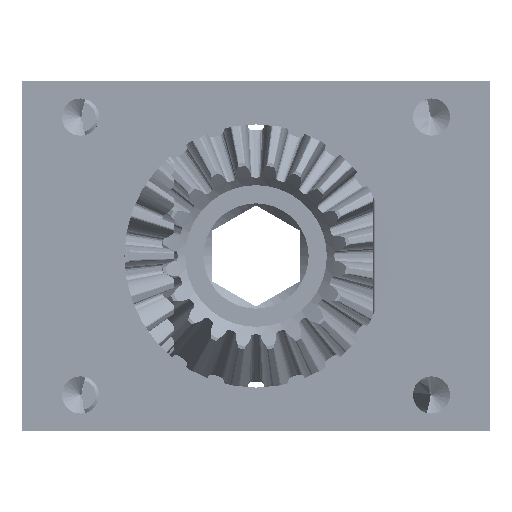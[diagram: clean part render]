
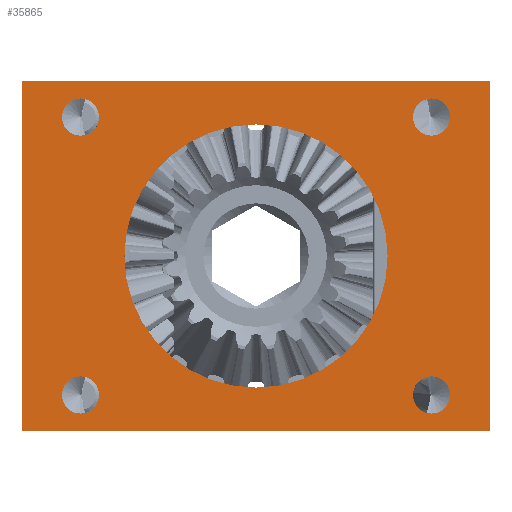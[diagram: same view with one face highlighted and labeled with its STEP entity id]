
A CAD part, front view. The second image highlights one B-rep face of the part: STEP entity #35865.
In plain terms, the highlighted planar face has unit normal (0, -1, 0).
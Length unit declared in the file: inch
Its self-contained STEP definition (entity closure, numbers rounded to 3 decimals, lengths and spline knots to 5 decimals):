
#338 = AXIS2_PLACEMENT_3D ( 'NONE', #37997, #62033, #65116 ) ;
#429 = CARTESIAN_POINT ( 'NONE',  ( -0.75, -1., 0.51425 ) ) ;
#614 = ORIENTED_EDGE ( 'NONE', *, *, #46505, .F. ) ;
#1489 = CARTESIAN_POINT ( 'NONE',  ( 0., -1., 0. ) ) ;
#2892 = VERTEX_POINT ( 'NONE', #48017 ) ;
#3414 = LINE ( 'NONE', #69297, #70692 ) ;
#4130 = DIRECTION ( 'NONE',  ( 0., -1., 0. ) ) ;
#4214 = DIRECTION ( 'NONE',  ( 0., -1., 0. ) ) ;
#4304 = VERTEX_POINT ( 'NONE', #44739 ) ;
#4585 = DIRECTION ( 'NONE',  ( 0., -1., 0. ) ) ;
#4833 = ORIENTED_EDGE ( 'NONE', *, *, #44041, .F. ) ;
#4982 = CARTESIAN_POINT ( 'NONE',  ( -0.75, -1., -0.59375 ) ) ;
#5796 = EDGE_LOOP ( 'NONE', ( #22913, #4833 ) ) ;
#5841 = EDGE_CURVE ( 'NONE', #20854, #74071, #47917, .T. ) ;
#8615 = ORIENTED_EDGE ( 'NONE', *, *, #67809, .F. ) ;
#9983 = DIRECTION ( 'NONE',  ( 0., -1., 0. ) ) ;
#10136 = ORIENTED_EDGE ( 'NONE', *, *, #77295, .F. ) ;
#10310 = ORIENTED_EDGE ( 'NONE', *, *, #71029, .T. ) ;
#11077 = VERTEX_POINT ( 'NONE', #24658 ) ;
#12187 = EDGE_LOOP ( 'NONE', ( #64599, #24746 ) ) ;
#12880 = CIRCLE ( 'NONE', #22931, 0.0795 ) ;
#12969 = EDGE_CURVE ( 'NONE', #11077, #44058, #3414, .T. ) ;
#13487 = AXIS2_PLACEMENT_3D ( 'NONE', #4982, #4214, #51929 ) ;
#13742 = EDGE_LOOP ( 'NONE', ( #51614, #10310, #68871, #614 ) ) ;
#14551 = CARTESIAN_POINT ( 'NONE',  ( -1., -1., 0.75 ) ) ;
#16496 = DIRECTION ( 'NONE',  ( 0., -1., 0. ) ) ;
#16966 = EDGE_CURVE ( 'NONE', #56537, #52229, #76784, .T. ) ;
#17300 = AXIS2_PLACEMENT_3D ( 'NONE', #60268, #26337, #55556 ) ;
#17821 = AXIS2_PLACEMENT_3D ( 'NONE', #33363, #52638, #22293 ) ;
#18108 = FACE_BOUND ( 'NONE', #5796, .T. ) ;
#19244 = EDGE_CURVE ( 'NONE', #72877, #2892, #38948, .T. ) ;
#20854 = VERTEX_POINT ( 'NONE', #73978 ) ;
#20929 = VERTEX_POINT ( 'NONE', #68464 ) ;
#21050 = ORIENTED_EDGE ( 'NONE', *, *, #64265, .F. ) ;
#21489 = AXIS2_PLACEMENT_3D ( 'NONE', #22747, #4585, #24209 ) ;
#22159 = DIRECTION ( 'NONE',  ( 0., 0., -1. ) ) ;
#22293 = DIRECTION ( 'NONE',  ( 0., 0., -1. ) ) ;
#22747 = CARTESIAN_POINT ( 'NONE',  ( 0.75, -1., -0.59375 ) ) ;
#22913 = ORIENTED_EDGE ( 'NONE', *, *, #43479, .F. ) ;
#22931 = AXIS2_PLACEMENT_3D ( 'NONE', #27940, #16496, #63033 ) ;
#24209 = DIRECTION ( 'NONE',  ( 0., 0., -1. ) ) ;
#24658 = CARTESIAN_POINT ( 'NONE',  ( 1., -1., 0.75 ) ) ;
#24746 = ORIENTED_EDGE ( 'NONE', *, *, #19244, .F. ) ;
#25881 = CARTESIAN_POINT ( 'NONE',  ( 0.75, -1., -0.67325 ) ) ;
#26337 = DIRECTION ( 'NONE',  ( 0., 1., 0. ) ) ;
#26637 = CARTESIAN_POINT ( 'NONE',  ( -0.75, -1., 0.59375 ) ) ;
#27619 = CIRCLE ( 'NONE', #46534, 0.5625 ) ;
#27940 = CARTESIAN_POINT ( 'NONE',  ( 0.75, -1., -0.59375 ) ) ;
#28170 = DIRECTION ( 'NONE',  ( 0., 0., -1. ) ) ;
#29543 = FACE_BOUND ( 'NONE', #75686, .T. ) ;
#30355 = CARTESIAN_POINT ( 'NONE',  ( -0.75, -1., 0.67325 ) ) ;
#30700 = FACE_BOUND ( 'NONE', #63896, .T. ) ;
#30792 = CARTESIAN_POINT ( 'NONE',  ( 0.75, -1., 0.67325 ) ) ;
#31437 = EDGE_LOOP ( 'NONE', ( #69492, #8615 ) ) ;
#31654 = CIRCLE ( 'NONE', #17821, 0.5625 ) ;
#31844 = DIRECTION ( 'NONE',  ( 0., -1., 0. ) ) ;
#32022 = EDGE_CURVE ( 'NONE', #55960, #72841, #31654, .T. ) ;
#32936 = DIRECTION ( 'NONE',  ( 0., 0., -1. ) ) ;
#33363 = CARTESIAN_POINT ( 'NONE',  ( 0., -1., 0. ) ) ;
#35865 = ADVANCED_FACE ( 'NONE', ( #30700, #18108, #61429, #29543, #53982, #53611 ), #36225, .F. ) ;
#36225 = PLANE ( 'NONE',  #17300 ) ;
#36479 = CARTESIAN_POINT ( 'NONE',  ( -0.75, -1., -0.51425 ) ) ;
#37997 = CARTESIAN_POINT ( 'NONE',  ( 0.75, -1., 0.59375 ) ) ;
#38936 = CARTESIAN_POINT ( 'NONE',  ( 0.75, -1., 0.59375 ) ) ;
#38948 = CIRCLE ( 'NONE', #75504, 0.0795 ) ;
#39707 = DIRECTION ( 'NONE',  ( 0., -1., 0. ) ) ;
#41371 = VECTOR ( 'NONE', #63419, 39.37008 ) ;
#41511 = VERTEX_POINT ( 'NONE', #14551 ) ;
#41723 = VECTOR ( 'NONE', #22159, 39.37008 ) ;
#41828 = AXIS2_PLACEMENT_3D ( 'NONE', #38936, #39707, #50766 ) ;
#41936 = CARTESIAN_POINT ( 'NONE',  ( 0., -1., -0.5625 ) ) ;
#43479 = EDGE_CURVE ( 'NONE', #20929, #59295, #74612, .T. ) ;
#43673 = DIRECTION ( 'NONE',  ( 0., 0., -1. ) ) ;
#44041 = EDGE_CURVE ( 'NONE', #59295, #20929, #70889, .T. ) ;
#44058 = VERTEX_POINT ( 'NONE', #63942 ) ;
#44370 = CARTESIAN_POINT ( 'NONE',  ( -0.75, -1., 0.59375 ) ) ;
#44739 = CARTESIAN_POINT ( 'NONE',  ( -1., -1., -0.75 ) ) ;
#45210 = DIRECTION ( 'NONE',  ( 0., 0., -1. ) ) ;
#46505 = EDGE_CURVE ( 'NONE', #41511, #11077, #75787, .T. ) ;
#46534 = AXIS2_PLACEMENT_3D ( 'NONE', #1489, #31844, #73657 ) ;
#47521 = CARTESIAN_POINT ( 'NONE',  ( 0., -1., 0.5625 ) ) ;
#47917 = CIRCLE ( 'NONE', #21489, 0.0795 ) ;
#48017 = CARTESIAN_POINT ( 'NONE',  ( -0.75, -1., -0.67325 ) ) ;
#50278 = AXIS2_PLACEMENT_3D ( 'NONE', #44370, #9983, #32936 ) ;
#50766 = DIRECTION ( 'NONE',  ( 0., 0., -1. ) ) ;
#51281 = CARTESIAN_POINT ( 'NONE',  ( -1., -1., 0.75 ) ) ;
#51614 = ORIENTED_EDGE ( 'NONE', *, *, #74205, .T. ) ;
#51929 = DIRECTION ( 'NONE',  ( 0., 0., -1. ) ) ;
#52229 = VERTEX_POINT ( 'NONE', #30355 ) ;
#52340 = ORIENTED_EDGE ( 'NONE', *, *, #5841, .F. ) ;
#52638 = DIRECTION ( 'NONE',  ( 0., -1., 0. ) ) ;
#53306 = CARTESIAN_POINT ( 'NONE',  ( -1., -1., 0.75 ) ) ;
#53611 = FACE_OUTER_BOUND ( 'NONE', #13742, .T. ) ;
#53982 = FACE_BOUND ( 'NONE', #31437, .T. ) ;
#55556 = DIRECTION ( 'NONE',  ( 0., 0., 1. ) ) ;
#55960 = VERTEX_POINT ( 'NONE', #41936 ) ;
#56537 = VERTEX_POINT ( 'NONE', #429 ) ;
#58758 = CIRCLE ( 'NONE', #68848, 0.0795 ) ;
#59295 = VERTEX_POINT ( 'NONE', #30792 ) ;
#59749 = VECTOR ( 'NONE', #68306, 39.37008 ) ;
#60268 = CARTESIAN_POINT ( 'NONE',  ( -1., -1., 0.75 ) ) ;
#61429 = FACE_BOUND ( 'NONE', #12187, .T. ) ;
#62033 = DIRECTION ( 'NONE',  ( 0., -1., 0. ) ) ;
#63033 = DIRECTION ( 'NONE',  ( 0., 0., -1. ) ) ;
#63419 = DIRECTION ( 'NONE',  ( 1., 0., 0. ) ) ;
#63873 = CIRCLE ( 'NONE', #13487, 0.0795 ) ;
#63896 = EDGE_LOOP ( 'NONE', ( #10136, #52340 ) ) ;
#63942 = CARTESIAN_POINT ( 'NONE',  ( 1., -1., -0.75 ) ) ;
#64265 = EDGE_CURVE ( 'NONE', #52229, #56537, #58758, .T. ) ;
#64599 = ORIENTED_EDGE ( 'NONE', *, *, #68981, .F. ) ;
#65098 = LINE ( 'NONE', #53306, #41723 ) ;
#65116 = DIRECTION ( 'NONE',  ( 0., 0., -1. ) ) ;
#67744 = DIRECTION ( 'NONE',  ( 0., -1., 0. ) ) ;
#67809 = EDGE_CURVE ( 'NONE', #72841, #55960, #27619, .T. ) ;
#68306 = DIRECTION ( 'NONE',  ( 1., 0., 0. ) ) ;
#68464 = CARTESIAN_POINT ( 'NONE',  ( 0.75, -1., 0.51425 ) ) ;
#68848 = AXIS2_PLACEMENT_3D ( 'NONE', #26637, #4130, #28170 ) ;
#68871 = ORIENTED_EDGE ( 'NONE', *, *, #12969, .F. ) ;
#68981 = EDGE_CURVE ( 'NONE', #2892, #72877, #63873, .T. ) ;
#69297 = CARTESIAN_POINT ( 'NONE',  ( 1., -1., 0.75 ) ) ;
#69371 = LINE ( 'NONE', #74900, #41371 ) ;
#69492 = ORIENTED_EDGE ( 'NONE', *, *, #32022, .F. ) ;
#69551 = ORIENTED_EDGE ( 'NONE', *, *, #16966, .F. ) ;
#70692 = VECTOR ( 'NONE', #45210, 39.37008 ) ;
#70889 = CIRCLE ( 'NONE', #338, 0.0795 ) ;
#71029 = EDGE_CURVE ( 'NONE', #4304, #44058, #69371, .T. ) ;
#72841 = VERTEX_POINT ( 'NONE', #47521 ) ;
#72877 = VERTEX_POINT ( 'NONE', #36479 ) ;
#73657 = DIRECTION ( 'NONE',  ( 0., 0., -1. ) ) ;
#73978 = CARTESIAN_POINT ( 'NONE',  ( 0.75, -1., -0.51425 ) ) ;
#74056 = CARTESIAN_POINT ( 'NONE',  ( -0.75, -1., -0.59375 ) ) ;
#74071 = VERTEX_POINT ( 'NONE', #25881 ) ;
#74205 = EDGE_CURVE ( 'NONE', #41511, #4304, #65098, .T. ) ;
#74612 = CIRCLE ( 'NONE', #41828, 0.0795 ) ;
#74900 = CARTESIAN_POINT ( 'NONE',  ( -1., -1., -0.75 ) ) ;
#75504 = AXIS2_PLACEMENT_3D ( 'NONE', #74056, #67744, #43673 ) ;
#75686 = EDGE_LOOP ( 'NONE', ( #69551, #21050 ) ) ;
#75787 = LINE ( 'NONE', #51281, #59749 ) ;
#76784 = CIRCLE ( 'NONE', #50278, 0.0795 ) ;
#77295 = EDGE_CURVE ( 'NONE', #74071, #20854, #12880, .T. ) ;
